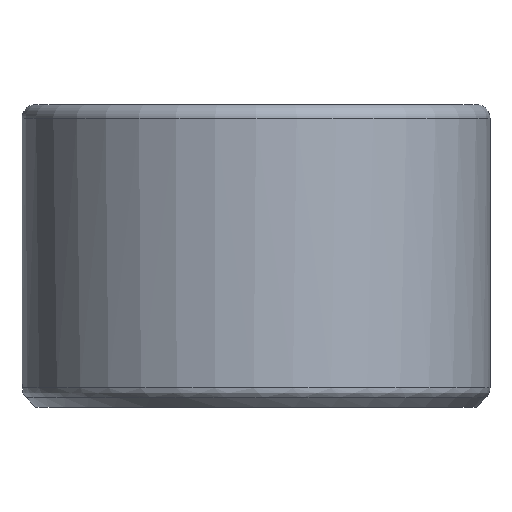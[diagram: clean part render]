
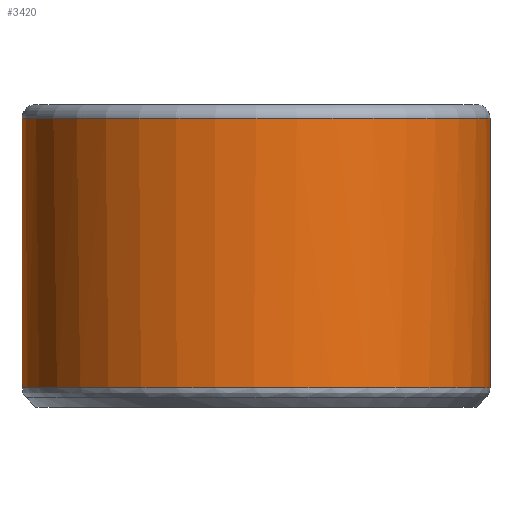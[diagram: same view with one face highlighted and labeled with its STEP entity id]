
A CAD part, front view. The second image highlights one B-rep face of the part: STEP entity #3420.
In plain terms, the highlighted cylindrical face has radius 17 mm (diameter 34 mm), a full revolution.
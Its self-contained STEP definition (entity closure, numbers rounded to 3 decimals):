
#484 = ( BOUNDED_SURFACE() B_SPLINE_SURFACE(2,14,(
    (#485,#486,#487,#488,#489,#490,#491,#492,#493,#494,#495,#496,#497
      ,#498,#499)
    ,(#500,#501,#502,#503,#504,#505,#506,#507,#508,#509,#510,#511,#512
      ,#513,#514)
    ,(#515,#516,#517,#518,#519,#520,#521,#522,#523,#524,#525,#526,#527
      ,#528,#529
)),.UNSPECIFIED.,.F.,.T.,.F.) B_SPLINE_SURFACE_WITH_KNOTS((3,3),(15,15),
  (0.,106.814),(0.,106.814),
.PIECEWISE_BEZIER_KNOTS.) GEOMETRIC_REPRESENTATION_ITEM() 
RATIONAL_B_SPLINE_SURFACE((
    (1.,1.,1.,1.,1.
      ,1.,1.,1.,1.
      ,1.,1.,1.,1.
      ,1.,1.)
    ,(0.924,0.924,0.924,0.924
      ,0.924,0.924,0.924,0.924
      ,0.924,0.924,0.924,0.924
      ,0.924,0.924,0.924)
    ,(1.,1.,1.,1.,1.
      ,1.,1.,1.,1.
      ,1.,1.,1.,1.
,1.,1.))) REPRESENTATION_ITEM('') SURFACE() );
#485 = CARTESIAN_POINT('',(17.,0.,1.414));
#486 = CARTESIAN_POINT('',(17.,7.519,1.414
    ));
#487 = CARTESIAN_POINT('',(13.419,15.198,1.414
    ));
#488 = CARTESIAN_POINT('',(6.004,21.036,1.414
    ));
#489 = CARTESIAN_POINT('',(-4.108,22.955,1.414
    ));
#490 = CARTESIAN_POINT('',(-14.584,19.157,1.414
    ));
#491 = CARTESIAN_POINT('',(-21.612,11.635,
    1.414));
#492 = CARTESIAN_POINT('',(-26.058,0.,
    1.414));
#493 = CARTESIAN_POINT('',(-21.612,-11.635,1.414
    ));
#494 = CARTESIAN_POINT('',(-14.584,-19.157,1.414
    ));
#495 = CARTESIAN_POINT('',(-4.108,-22.955,
    1.414));
#496 = CARTESIAN_POINT('',(6.004,-21.036,1.414)
  );
#497 = CARTESIAN_POINT('',(13.419,-15.198,1.414
    ));
#498 = CARTESIAN_POINT('',(17.,-7.519,1.414
    ));
#499 = CARTESIAN_POINT('',(17.,0.,1.414));
#500 = CARTESIAN_POINT('',(17.,0.,1.));
#501 = CARTESIAN_POINT('',(17.,7.519,1.));
#502 = CARTESIAN_POINT('',(13.419,15.198,1.));
#503 = CARTESIAN_POINT('',(6.004,21.036,1.));
#504 = CARTESIAN_POINT('',(-4.108,22.955,1.
    ));
#505 = CARTESIAN_POINT('',(-14.584,19.157,
    1.));
#506 = CARTESIAN_POINT('',(-21.612,11.635,
    1.));
#507 = CARTESIAN_POINT('',(-26.058,0.,
    1.));
#508 = CARTESIAN_POINT('',(-21.612,-11.635,
    1.));
#509 = CARTESIAN_POINT('',(-14.584,-19.157,
    1.));
#510 = CARTESIAN_POINT('',(-4.108,-22.955,
    1.));
#511 = CARTESIAN_POINT('',(6.004,-21.036,1.));
#512 = CARTESIAN_POINT('',(13.419,-15.198,1.));
#513 = CARTESIAN_POINT('',(17.,-7.519,1.));
#514 = CARTESIAN_POINT('',(17.,0.,1.));
#515 = CARTESIAN_POINT('',(16.707,0.,0.707));
#516 = CARTESIAN_POINT('',(16.707,7.39,0.707
    ));
#517 = CARTESIAN_POINT('',(13.188,14.937,
    0.707));
#518 = CARTESIAN_POINT('',(5.901,20.674,0.707
    ));
#519 = CARTESIAN_POINT('',(-4.038,22.56,0.707)
  );
#520 = CARTESIAN_POINT('',(-14.333,18.827,
    0.707));
#521 = CARTESIAN_POINT('',(-21.24,11.435,
    0.707));
#522 = CARTESIAN_POINT('',(-25.609,0.,
    0.707));
#523 = CARTESIAN_POINT('',(-21.24,-11.435,
    0.707));
#524 = CARTESIAN_POINT('',(-14.333,-18.827,0.707
    ));
#525 = CARTESIAN_POINT('',(-4.038,-22.56,0.707
    ));
#526 = CARTESIAN_POINT('',(5.901,-20.674,0.707
    ));
#527 = CARTESIAN_POINT('',(13.188,-14.937,
    0.707));
#528 = CARTESIAN_POINT('',(16.707,-7.39,
    0.707));
#529 = CARTESIAN_POINT('',(16.707,0.,
    0.707));
#1927 = VERTEX_POINT('',#1928);
#1928 = CARTESIAN_POINT('',(17.,0.,1.414));
#1949 = EDGE_CURVE('',#1927,#1927,#1950,.T.);
#1950 = SURFACE_CURVE('',#1951,(#1967,#1974),.PCURVE_S1.);
#1951 = ( BOUNDED_CURVE() B_SPLINE_CURVE(14,(#1952,#1953,#1954,#1955,
    #1956,#1957,#1958,#1959,#1960,#1961,#1962,#1963,#1964,#1965,#1966),
.UNSPECIFIED.,.T.,.F.) B_SPLINE_CURVE_WITH_KNOTS((15,15),(
0.,106.814),.PIECEWISE_BEZIER_KNOTS.) CURVE() 
GEOMETRIC_REPRESENTATION_ITEM() RATIONAL_B_SPLINE_CURVE((1.,
    1.,1.,1.,1.,
    1.,1.,1.,1.,
    1.,1.,1.,1.,
1.,1.)) REPRESENTATION_ITEM('') );
#1952 = CARTESIAN_POINT('',(17.,0.,1.414));
#1953 = CARTESIAN_POINT('',(17.,7.519,
    1.414));
#1954 = CARTESIAN_POINT('',(13.419,15.198,
    1.414));
#1955 = CARTESIAN_POINT('',(6.004,21.036,
    1.414));
#1956 = CARTESIAN_POINT('',(-4.108,22.955,
    1.414));
#1957 = CARTESIAN_POINT('',(-14.584,19.157,
    1.414));
#1958 = CARTESIAN_POINT('',(-21.612,11.635,
    1.414));
#1959 = CARTESIAN_POINT('',(-26.058,0.,
    1.414));
#1960 = CARTESIAN_POINT('',(-21.612,-11.635,
    1.414));
#1961 = CARTESIAN_POINT('',(-14.584,-19.157,
    1.414));
#1962 = CARTESIAN_POINT('',(-4.108,-22.955,
    1.414));
#1963 = CARTESIAN_POINT('',(6.004,-21.036,1.414
    ));
#1964 = CARTESIAN_POINT('',(13.419,-15.198,
    1.414));
#1965 = CARTESIAN_POINT('',(17.,-7.519,
    1.414));
#1966 = CARTESIAN_POINT('',(17.,0.,1.414));
#1967 = PCURVE('',#484,#1968);
#1968 = DEFINITIONAL_REPRESENTATION('',(#1969),#1973);
#1969 = LINE('',#1970,#1971);
#1970 = CARTESIAN_POINT('',(0.,0.));
#1971 = VECTOR('',#1972,1.);
#1972 = DIRECTION('',(0.,1.));
#1973 = ( GEOMETRIC_REPRESENTATION_CONTEXT(2) 
PARAMETRIC_REPRESENTATION_CONTEXT() REPRESENTATION_CONTEXT('2D SPACE',''
  ) );
#1974 = PCURVE('',#1975,#1980);
#1975 = CYLINDRICAL_SURFACE('',#1976,17.);
#1976 = AXIS2_PLACEMENT_3D('',#1977,#1978,#1979);
#1977 = CARTESIAN_POINT('',(0.,0.,0.));
#1978 = DIRECTION('',(-0.,-0.,-1.));
#1979 = DIRECTION('',(1.,0.,0.));
#1980 = DEFINITIONAL_REPRESENTATION('',(#1981),#2002);
#1981 = B_SPLINE_CURVE_WITH_KNOTS('',10,(#1982,#1983,#1984,#1985,#1986,
    #1987,#1988,#1989,#1990,#1991,#1992,#1993,#1994,#1995,#1996,#1997,
    #1998,#1999,#2000,#2001),.UNSPECIFIED.,.F.,.F.,(11,9,11),(
    0.,53.407,106.814),.UNSPECIFIED.);
#1982 = CARTESIAN_POINT('',(0.,-1.414));
#1983 = CARTESIAN_POINT('',(-0.31,-1.414));
#1984 = CARTESIAN_POINT('',(-0.624,-1.414));
#1985 = CARTESIAN_POINT('',(-0.94,-1.414));
#1986 = CARTESIAN_POINT('',(-1.256,-1.414));
#1987 = CARTESIAN_POINT('',(-1.57,-1.414));
#1988 = CARTESIAN_POINT('',(-1.885,-1.414));
#1989 = CARTESIAN_POINT('',(-2.199,-1.414));
#1990 = CARTESIAN_POINT('',(-2.513,-1.414));
#1991 = CARTESIAN_POINT('',(-2.827,-1.414));
#1992 = CARTESIAN_POINT('',(-3.456,-1.414));
#1993 = CARTESIAN_POINT('',(-3.77,-1.414));
#1994 = CARTESIAN_POINT('',(-4.084,-1.414));
#1995 = CARTESIAN_POINT('',(-4.398,-1.414));
#1996 = CARTESIAN_POINT('',(-4.713,-1.414));
#1997 = CARTESIAN_POINT('',(-5.027,-1.414));
#1998 = CARTESIAN_POINT('',(-5.343,-1.414));
#1999 = CARTESIAN_POINT('',(-5.659,-1.414));
#2000 = CARTESIAN_POINT('',(-5.974,-1.414));
#2001 = CARTESIAN_POINT('',(-6.283,-1.414));
#2002 = ( GEOMETRIC_REPRESENTATION_CONTEXT(2) 
PARAMETRIC_REPRESENTATION_CONTEXT() REPRESENTATION_CONTEXT('2D SPACE',''
  ) );
#3420 = ADVANCED_FACE('',(#3421),#1975,.T.);
#3421 = FACE_BOUND('',#3422,.F.);
#3422 = EDGE_LOOP('',(#3423,#3446,#3473,#3474));
#3423 = ORIENTED_EDGE('',*,*,#3424,.T.);
#3424 = EDGE_CURVE('',#1927,#3425,#3427,.T.);
#3425 = VERTEX_POINT('',#3426);
#3426 = CARTESIAN_POINT('',(17.,0.,21.));
#3427 = SEAM_CURVE('',#3428,(#3432,#3439),.PCURVE_S1.);
#3428 = LINE('',#3429,#3430);
#3429 = CARTESIAN_POINT('',(17.,0.,0.));
#3430 = VECTOR('',#3431,1.);
#3431 = DIRECTION('',(0.,0.,1.));
#3432 = PCURVE('',#1975,#3433);
#3433 = DEFINITIONAL_REPRESENTATION('',(#3434),#3438);
#3434 = LINE('',#3435,#3436);
#3435 = CARTESIAN_POINT('',(-0.,0.));
#3436 = VECTOR('',#3437,1.);
#3437 = DIRECTION('',(-0.,-1.));
#3438 = ( GEOMETRIC_REPRESENTATION_CONTEXT(2) 
PARAMETRIC_REPRESENTATION_CONTEXT() REPRESENTATION_CONTEXT('2D SPACE',''
  ) );
#3439 = PCURVE('',#1975,#3440);
#3440 = DEFINITIONAL_REPRESENTATION('',(#3441),#3445);
#3441 = LINE('',#3442,#3443);
#3442 = CARTESIAN_POINT('',(-6.283,0.));
#3443 = VECTOR('',#3444,1.);
#3444 = DIRECTION('',(-0.,-1.));
#3445 = ( GEOMETRIC_REPRESENTATION_CONTEXT(2) 
PARAMETRIC_REPRESENTATION_CONTEXT() REPRESENTATION_CONTEXT('2D SPACE',''
  ) );
#3446 = ORIENTED_EDGE('',*,*,#3447,.T.);
#3447 = EDGE_CURVE('',#3425,#3425,#3448,.T.);
#3448 = SURFACE_CURVE('',#3449,(#3454,#3461),.PCURVE_S1.);
#3449 = CIRCLE('',#3450,17.);
#3450 = AXIS2_PLACEMENT_3D('',#3451,#3452,#3453);
#3451 = CARTESIAN_POINT('',(0.,0.,21.));
#3452 = DIRECTION('',(0.,0.,1.));
#3453 = DIRECTION('',(1.,0.,-0.));
#3454 = PCURVE('',#1975,#3455);
#3455 = DEFINITIONAL_REPRESENTATION('',(#3456),#3460);
#3456 = LINE('',#3457,#3458);
#3457 = CARTESIAN_POINT('',(-0.,-21.));
#3458 = VECTOR('',#3459,1.);
#3459 = DIRECTION('',(-1.,0.));
#3460 = ( GEOMETRIC_REPRESENTATION_CONTEXT(2) 
PARAMETRIC_REPRESENTATION_CONTEXT() REPRESENTATION_CONTEXT('2D SPACE',''
  ) );
#3461 = PCURVE('',#3462,#3467);
#3462 = TOROIDAL_SURFACE('',#3463,16.,1.);
#3463 = AXIS2_PLACEMENT_3D('',#3464,#3465,#3466);
#3464 = CARTESIAN_POINT('',(0.,0.,21.));
#3465 = DIRECTION('',(0.,0.,1.));
#3466 = DIRECTION('',(1.,0.,-0.));
#3467 = DEFINITIONAL_REPRESENTATION('',(#3468),#3472);
#3468 = LINE('',#3469,#3470);
#3469 = CARTESIAN_POINT('',(0.,0.));
#3470 = VECTOR('',#3471,1.);
#3471 = DIRECTION('',(1.,0.));
#3472 = ( GEOMETRIC_REPRESENTATION_CONTEXT(2) 
PARAMETRIC_REPRESENTATION_CONTEXT() REPRESENTATION_CONTEXT('2D SPACE',''
  ) );
#3473 = ORIENTED_EDGE('',*,*,#3424,.F.);
#3474 = ORIENTED_EDGE('',*,*,#1949,.F.);
